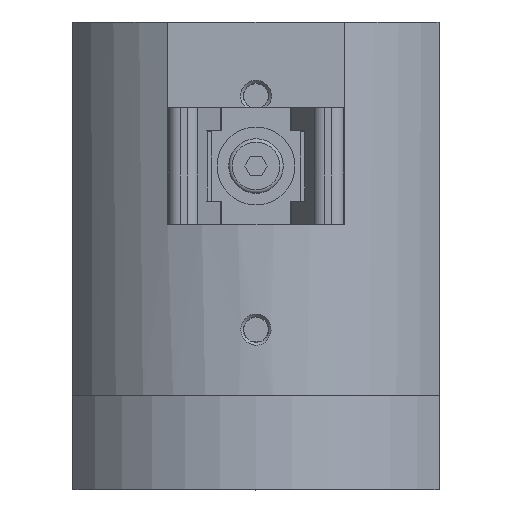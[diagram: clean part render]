
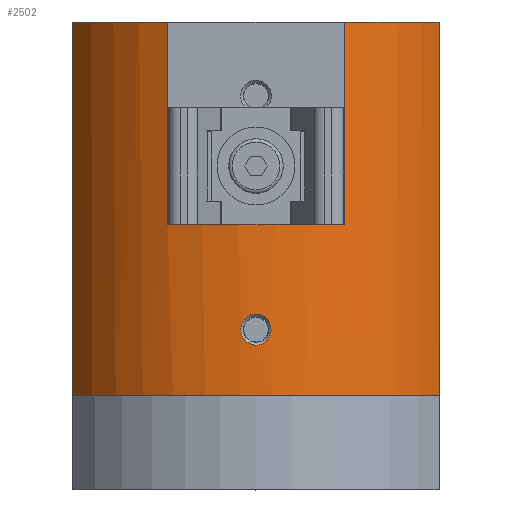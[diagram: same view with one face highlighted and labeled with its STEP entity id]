
A CAD part, top view. The second image highlights one B-rep face of the part: STEP entity #2502.
In plain terms, the highlighted cylindrical face has radius 27 mm (diameter 54 mm), a partial arc.
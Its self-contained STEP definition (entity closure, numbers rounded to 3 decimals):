
#170=B_SPLINE_CURVE_WITH_KNOTS('',3,(#3887,#3888,#3889,#3890,#3891,#3892,
#3893,#3894,#3895,#3896,#3897),.UNSPECIFIED.,.T.,.F.,(1,1,1,1,1,1,1,1,1,
1,1,1,1,1,1),(-0.005,-0.003,-0.002,
0.,0.002,0.003,0.005,0.006,
0.008,0.009,0.011,0.012,
0.014,0.015,0.017),.UNSPECIFIED.);
#177=CIRCLE('',#2723,27.);
#178=CIRCLE('',#2724,27.);
#179=CIRCLE('',#2725,27.);
#180=CIRCLE('',#2726,27.);
#328=ORIENTED_EDGE('',*,*,#972,.F.);
#329=ORIENTED_EDGE('',*,*,#973,.F.);
#330=ORIENTED_EDGE('',*,*,#974,.F.);
#331=ORIENTED_EDGE('',*,*,#975,.T.);
#332=ORIENTED_EDGE('',*,*,#976,.F.);
#333=ORIENTED_EDGE('',*,*,#977,.F.);
#334=ORIENTED_EDGE('',*,*,#978,.F.);
#335=ORIENTED_EDGE('',*,*,#979,.F.);
#336=ORIENTED_EDGE('',*,*,#980,.F.);
#972=EDGE_CURVE('',#1294,#1295,#1541,.T.);
#973=EDGE_CURVE('',#1296,#1294,#177,.T.);
#974=EDGE_CURVE('',#1297,#1296,#1542,.F.);
#975=EDGE_CURVE('',#1297,#1298,#178,.T.);
#976=EDGE_CURVE('',#1299,#1298,#1543,.T.);
#977=EDGE_CURVE('',#1300,#1299,#179,.T.);
#978=EDGE_CURVE('',#1301,#1300,#1544,.F.);
#979=EDGE_CURVE('',#1295,#1301,#180,.T.);
#980=EDGE_CURVE('',#1302,#1302,#170,.T.);
#1294=VERTEX_POINT('',#3872);
#1295=VERTEX_POINT('',#3873);
#1296=VERTEX_POINT('',#3875);
#1297=VERTEX_POINT('',#3877);
#1298=VERTEX_POINT('',#3879);
#1299=VERTEX_POINT('',#3881);
#1300=VERTEX_POINT('',#3883);
#1301=VERTEX_POINT('',#3885);
#1302=VERTEX_POINT('',#3898);
#1541=LINE('',#3871,#1705);
#1542=LINE('',#3876,#1706);
#1543=LINE('',#3880,#1707);
#1544=LINE('',#3884,#1708);
#1705=VECTOR('',#3053,1000.);
#1706=VECTOR('',#3056,1000.);
#1707=VECTOR('',#3059,1000.);
#1708=VECTOR('',#3062,1000.);
#1869=EDGE_LOOP('',(#328,#329,#330,#331,#332,#333,#334,#335));
#1870=EDGE_LOOP('',(#336));
#2157=FACE_BOUND('',#1869,.T.);
#2158=FACE_BOUND('',#1870,.T.);
#2450=CYLINDRICAL_SURFACE('',#2722,27.);
#2502=ADVANCED_FACE('',(#2157,#2158),#2450,.T.);
#2722=AXIS2_PLACEMENT_3D('',#3870,#3051,#3052);
#2723=AXIS2_PLACEMENT_3D('',#3874,#3054,#3055);
#2724=AXIS2_PLACEMENT_3D('',#3878,#3057,#3058);
#2725=AXIS2_PLACEMENT_3D('',#3882,#3060,#3061);
#2726=AXIS2_PLACEMENT_3D('',#3886,#3063,#3064);
#3051=DIRECTION('',(0.,-1.,0.));
#3052=DIRECTION('',(0.,0.,-1.));
#3053=DIRECTION('',(0.,-1.,0.));
#3054=DIRECTION('',(0.,1.,0.));
#3055=DIRECTION('',(1.,0.,0.));
#3056=DIRECTION('',(0.,-1.,0.));
#3057=DIRECTION('',(0.,1.,0.));
#3058=DIRECTION('',(1.,0.,0.));
#3059=DIRECTION('',(0.,-1.,0.));
#3060=DIRECTION('',(0.,1.,0.));
#3061=DIRECTION('',(1.,0.,0.));
#3062=DIRECTION('',(0.,-1.,0.));
#3063=DIRECTION('',(0.,1.,0.));
#3064=DIRECTION('',(0.,0.,1.));
#3870=CARTESIAN_POINT('',(0.,60.,0.));
#3871=CARTESIAN_POINT('',(-11.347,60.,24.5));
#3872=CARTESIAN_POINT('',(-11.347,60.,24.5));
#3873=CARTESIAN_POINT('',(-11.347,34.,24.5));
#3874=CARTESIAN_POINT('',(0.,60.,0.));
#3875=CARTESIAN_POINT('',(-23.5,60.,13.295));
#3876=CARTESIAN_POINT('',(-23.5,60.,13.295));
#3877=CARTESIAN_POINT('',(-23.5,12.,13.295));
#3878=CARTESIAN_POINT('',(0.,12.,0.));
#3879=CARTESIAN_POINT('',(23.5,12.,13.295));
#3880=CARTESIAN_POINT('',(23.5,60.,13.295));
#3881=CARTESIAN_POINT('',(23.5,60.,13.295));
#3882=CARTESIAN_POINT('',(0.,60.,0.));
#3883=CARTESIAN_POINT('',(11.347,60.,24.5));
#3884=CARTESIAN_POINT('',(11.347,60.,24.5));
#3885=CARTESIAN_POINT('',(11.347,34.,24.5));
#3886=CARTESIAN_POINT('',(0.,34.,0.));
#3887=CARTESIAN_POINT('',(-2.129,20.521,26.914));
#3888=CARTESIAN_POINT('',(-1.546,18.968,26.963));
#3889=CARTESIAN_POINT('',(-0.018,18.273,27.018));
#3890=CARTESIAN_POINT('',(1.521,18.941,26.965));
#3891=CARTESIAN_POINT('',(2.13,20.483,26.914));
#3892=CARTESIAN_POINT('',(1.546,22.03,26.963));
#3893=CARTESIAN_POINT('',(0.023,22.727,27.018));
#3894=CARTESIAN_POINT('',(-1.521,22.059,26.965));
#3895=CARTESIAN_POINT('',(-2.129,20.521,26.914));
#3896=CARTESIAN_POINT('',(-1.546,18.968,26.963));
#3897=CARTESIAN_POINT('',(-0.018,18.273,27.018));
#3898=CARTESIAN_POINT('',(-1.389,19.111,26.964));
